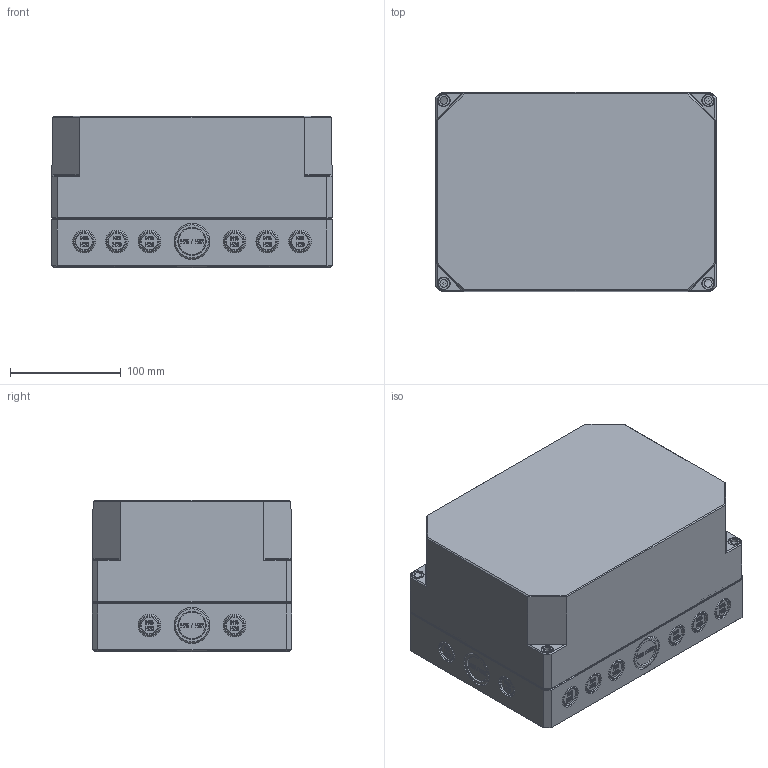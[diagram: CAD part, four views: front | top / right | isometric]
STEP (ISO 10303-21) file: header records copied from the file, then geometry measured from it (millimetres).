
FILE_DESCRIPTION(/* description */ (''),/* implementation_level */ '2;1');
FILE_NAME(/* name */ '0904105840 MBI 251814 MK.stp',/* time_stamp */ '2021-03-05T11:11:42+01:00',/* author */ ('alexander.rose'),/* organization */ (''),/* preprocessor_version */ 'ST-DEVELOPER v17.2',/* originating_system */ 'Autodesk Inventor 2019',/* authorisation */ '');
FILE_SCHEMA (('AUTOMOTIVE_DESIGN { 1 0 10303 214 3 1 1 }'));
Products named in the file (5): 0904105840 MBI 251814 MK; 0903105871-OT_251893 Klar; Schraube _ M10 x 58 _ MBTK -; Dichtung_2518xx; -UT_251845 - M
Assembly tree (7 placements, depth 2):
  0904105840 MBI 251814 MK
    0903105871-OT_251893 Klar
    Schraube _ M10 x 58 _ MBTK -  x4
    Dichtung_2518xx
    -UT_251845 - M
Bounding box: 254 x 180.5 x 137.3 mm (x, y, z)
Volume: 745230.2 mm3; surface area: 448931.7 mm2
Topology: 7 solids, 7 shells, 5183 faces, 13669 edges, 8896 vertices
Faces by surface type: plane 2107, bspline 1972, cylinder 442, torus 338, cone 300, sphere 24
Full cylindrical faces by diameter (mm): 4.5 x4, 5 x4, 5.8 x8, 6 x1, 7 x4, 8.376 x4, 10 x1, 10.5 x4
Entity records: 159671 total; most frequent: CARTESIAN_POINT 50103, ORIENTED_EDGE 25832, DIRECTION 17036, EDGE_CURVE 12916, VERTEX_POINT 8407, LINE 6774, VECTOR 6774, EDGE_LOOP 5307
